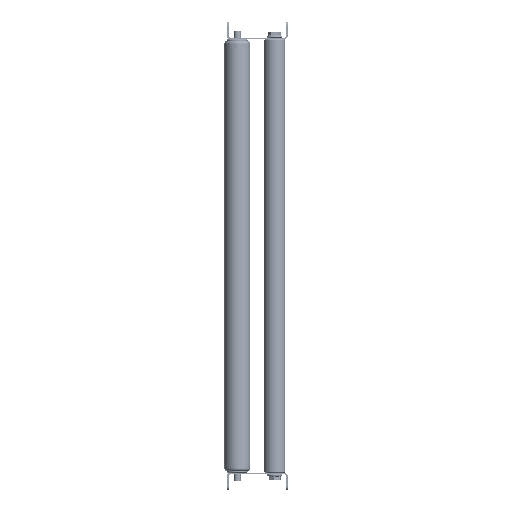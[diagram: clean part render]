
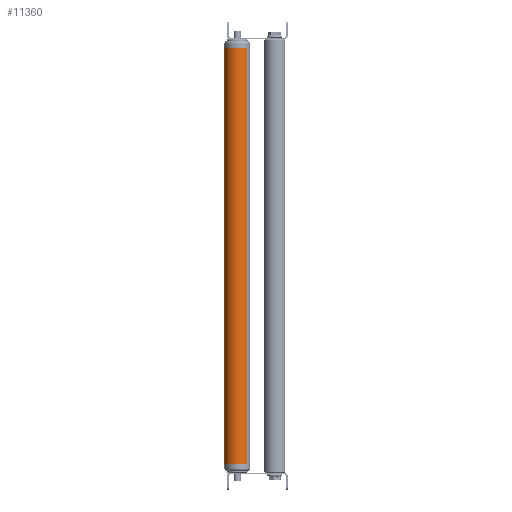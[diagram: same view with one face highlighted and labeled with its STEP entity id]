
A CAD part, left-side view. The second image highlights one B-rep face of the part: STEP entity #11360.
In plain terms, the highlighted cylindrical face has radius 15 mm (diameter 30 mm), a partial arc.
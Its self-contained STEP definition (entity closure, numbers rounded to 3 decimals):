
#688 = VERTEX_POINT ( 'NONE', #9304 ) ;
#1059 = LINE ( 'NONE', #13842, #19926 ) ;
#1378 = EDGE_CURVE ( 'NONE', #4486, #16010, #1059, .T. ) ;
#1388 = CIRCLE ( 'NONE', #15089, 15. ) ;
#1508 = ORIENTED_EDGE ( 'NONE', *, *, #2707, .F. ) ;
#1970 = EDGE_CURVE ( 'NONE', #16010, #8598, #1388, .T. ) ;
#2707 = EDGE_CURVE ( 'NONE', #688, #8598, #4613, .T. ) ;
#2726 = DIRECTION ( 'NONE',  ( -1., 0., 0. ) ) ;
#3152 = ORIENTED_EDGE ( 'NONE', *, *, #4352, .F. ) ;
#4352 = EDGE_CURVE ( 'NONE', #4486, #688, #14731, .T. ) ;
#4486 = VERTEX_POINT ( 'NONE', #9809 ) ;
#4577 = DIRECTION ( 'NONE',  ( 0., 0., -1. ) ) ;
#4613 = LINE ( 'NONE', #15617, #10052 ) ;
#5119 = DIRECTION ( 'NONE',  ( -1., 0., 0. ) ) ;
#5830 = ORIENTED_EDGE ( 'NONE', *, *, #1970, .T. ) ;
#6081 = DIRECTION ( 'NONE',  ( -1., 0., 0. ) ) ;
#7303 = AXIS2_PLACEMENT_3D ( 'NONE', #19824, #5119, #18231 ) ;
#7747 = CARTESIAN_POINT ( 'NONE',  ( 0., 0., -15. ) ) ;
#8576 = CYLINDRICAL_SURFACE ( 'NONE', #7303, 15. ) ;
#8598 = VERTEX_POINT ( 'NONE', #7747 ) ;
#9304 = CARTESIAN_POINT ( 'NONE',  ( 480., 0., -15. ) ) ;
#9809 = CARTESIAN_POINT ( 'NONE',  ( 480., 0., 15. ) ) ;
#10052 = VECTOR ( 'NONE', #2726, 1000. ) ;
#11360 = ADVANCED_FACE ( 'NONE', ( #19509 ), #8576, .T. ) ;
#12351 = CARTESIAN_POINT ( 'NONE',  ( 0., 0., 0. ) ) ;
#13842 = CARTESIAN_POINT ( 'NONE',  ( 480., 0., 15. ) ) ;
#14731 = CIRCLE ( 'NONE', #17410, 15. ) ;
#15089 = AXIS2_PLACEMENT_3D ( 'NONE', #12351, #20528, #4577 ) ;
#15595 = DIRECTION ( 'NONE',  ( 1., 0., 0. ) ) ;
#15617 = CARTESIAN_POINT ( 'NONE',  ( 480., 0., -15. ) ) ;
#15725 = EDGE_LOOP ( 'NONE', ( #1508, #3152, #18712, #5830 ) ) ;
#15910 = DIRECTION ( 'NONE',  ( 0., 0., -1. ) ) ;
#16010 = VERTEX_POINT ( 'NONE', #20514 ) ;
#17410 = AXIS2_PLACEMENT_3D ( 'NONE', #19170, #15595, #15910 ) ;
#18231 = DIRECTION ( 'NONE',  ( 0., 0., 1. ) ) ;
#18712 = ORIENTED_EDGE ( 'NONE', *, *, #1378, .T. ) ;
#19170 = CARTESIAN_POINT ( 'NONE',  ( 480., 0., 0. ) ) ;
#19509 = FACE_OUTER_BOUND ( 'NONE', #15725, .T. ) ;
#19824 = CARTESIAN_POINT ( 'NONE',  ( 480., 0., 0. ) ) ;
#19926 = VECTOR ( 'NONE', #6081, 1000. ) ;
#20514 = CARTESIAN_POINT ( 'NONE',  ( 0., 0., 15. ) ) ;
#20528 = DIRECTION ( 'NONE',  ( 1., 0., 0. ) ) ;
